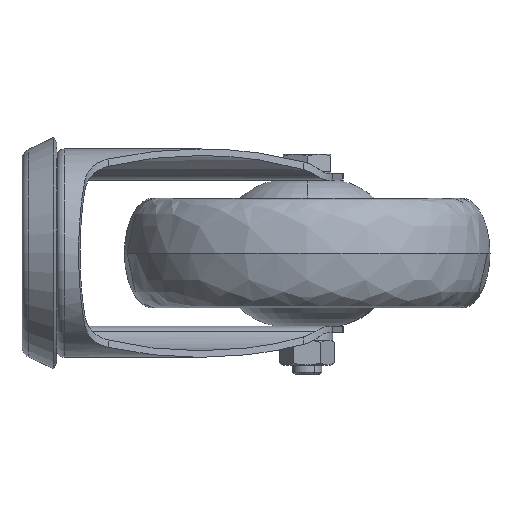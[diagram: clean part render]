
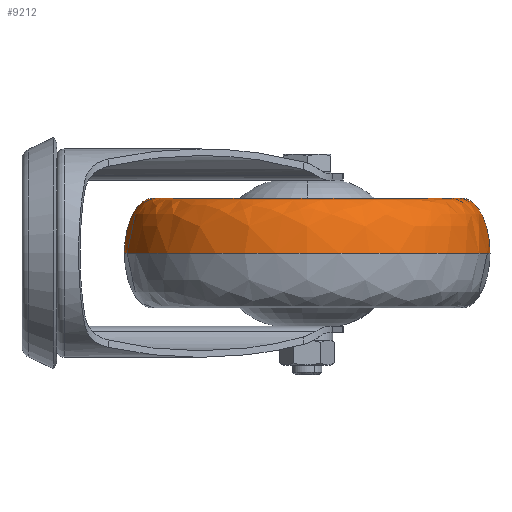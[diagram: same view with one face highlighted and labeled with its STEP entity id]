
A CAD part, left-side view. The second image highlights one B-rep face of the part: STEP entity #9212.
In plain terms, the highlighted free-form (B-spline) face has degree [3, 3] with [4, 4] control points.
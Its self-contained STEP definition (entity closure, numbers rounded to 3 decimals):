
#520 = EDGE_CURVE ( 'NONE', #5399, #4505, #11646, .T. ) ;
#822 = EDGE_LOOP ( 'NONE', ( #2630, #11255, #10823, #12918 ) ) ;
#1282 = CARTESIAN_POINT ( 'NONE',  ( 17.949, 2.91, 15. ) ) ;
#2087 = CARTESIAN_POINT ( 'NONE',  ( 17.949, 10.66, 8.787 ) ) ;
#2097 = CIRCLE ( 'NONE', #10640, 50. ) ;
#2436 = CARTESIAN_POINT ( 'NONE',  ( 17.949, -39.34, 0. ) ) ;
#2630 = ORIENTED_EDGE ( 'NONE', *, *, #7078, .T. ) ;
#2702 = DIRECTION ( 'NONE',  ( 1., 0., 0. ) ) ;
#2926 = CARTESIAN_POINT ( 'NONE',  ( -66.551, 2.91, 15. ) ) ;
#2992 = CARTESIAN_POINT ( 'NONE',  ( -66.551, -81.59, 15. ) ) ;
#3070 = AXIS2_PLACEMENT_3D ( 'NONE', #5401, #3275, #3597 ) ;
#3195 = CARTESIAN_POINT ( 'NONE',  ( 17.949, 10.66, 0. ) ) ;
#3275 = DIRECTION ( 'NONE',  ( 0., 0., -1. ) ) ;
#3341 = CARTESIAN_POINT ( 'NONE',  ( 17.949, 7.45, 15. ) ) ;
#3597 = DIRECTION ( 'NONE',  ( -1., 0., 0. ) ) ;
#3822 = CARTESIAN_POINT ( 'NONE',  ( 17.949, -81.59, 15. ) ) ;
#3972 = CARTESIAN_POINT ( 'NONE',  ( 17.949, 7.45, 15. ) ) ;
#4175 = CARTESIAN_POINT ( 'NONE',  ( 17.949, 2.91, 15. ) ) ;
#4505 = VERTEX_POINT ( 'NONE', #3822 ) ;
#4546 = DIRECTION ( 'NONE',  ( 0., 0., 1. ) ) ;
#4750 = CARTESIAN_POINT ( 'NONE',  ( 17.949, 10.66, 0. ) ) ;
#4838 = CARTESIAN_POINT ( 'NONE',  ( 17.949, -89.34, 8.787 ) ) ;
#5125 = FACE_OUTER_BOUND ( 'NONE', #822, .T. ) ;
#5187 = CARTESIAN_POINT ( 'NONE',  ( 17.949, -89.34, 0. ) ) ;
#5399 = VERTEX_POINT ( 'NONE', #5187 ) ;
#5401 = CARTESIAN_POINT ( 'NONE',  ( 17.949, -39.34, 15. ) ) ;
#5781 = CIRCLE ( 'NONE', #3070, 42.25 ) ;
#6603 = CARTESIAN_POINT ( 'NONE',  ( 17.949, 2.91, 15. ) ) ;
#7078 = EDGE_CURVE ( 'NONE', #12389, #13860, #10650, .T. ) ;
#7089 = CARTESIAN_POINT ( 'NONE',  ( 17.949, -86.13, 15. ) ) ;
#7224 = CARTESIAN_POINT ( 'NONE',  ( -82.051, -89.34, 0. ) ) ;
#7249 = CARTESIAN_POINT ( 'NONE',  ( -75.631, -86.13, 15. ) ) ;
#7260 = EDGE_CURVE ( 'NONE', #13860, #5399, #2097, .T. ) ;
#7313 = CARTESIAN_POINT ( 'NONE',  ( 17.949, -86.13, 15. ) ) ;
#8081 = CARTESIAN_POINT ( 'NONE',  ( 17.949, -89.34, 0. ) ) ;
#8311 = CARTESIAN_POINT ( 'NONE',  ( -82.051, -89.34, 8.787 ) ) ;
#8382 = CARTESIAN_POINT ( 'NONE',  ( 17.949, -89.34, 0. ) ) ;
#9212 = ADVANCED_FACE ( 'NONE', ( #5125 ), #13814, .F. ) ;
#9764 = CARTESIAN_POINT ( 'NONE',  ( 17.949, 10.66, 0. ) ) ;
#10092 = EDGE_CURVE ( 'NONE', #4505, #12389, #5781, .T. ) ;
#10461 = CARTESIAN_POINT ( 'NONE',  ( 17.949, 10.66, 8.787 ) ) ;
#10640 = AXIS2_PLACEMENT_3D ( 'NONE', #2436, #4546, #2702 ) ;
#10650 =( BOUNDED_CURVE ( )  B_SPLINE_CURVE ( 3, ( #6603, #3341, #2087, #9764 ),
 .UNSPECIFIED., .F., .F. ) 
 B_SPLINE_CURVE_WITH_KNOTS ( ( 4, 4 ),
 ( 0., 1.571 ),
 .UNSPECIFIED. ) 
 CURVE ( )  GEOMETRIC_REPRESENTATION_ITEM ( )  RATIONAL_B_SPLINE_CURVE ( ( 1., 0.805, 0.805, 1. ) ) 
 REPRESENTATION_ITEM ( '' )  );
#10823 = ORIENTED_EDGE ( 'NONE', *, *, #520, .T. ) ;
#11255 = ORIENTED_EDGE ( 'NONE', *, *, #7260, .T. ) ;
#11517 = CARTESIAN_POINT ( 'NONE',  ( -82.051, 10.66, 8.787 ) ) ;
#11646 =( BOUNDED_CURVE ( )  B_SPLINE_CURVE ( 3, ( #8081, #4838, #7089, #13481 ),
 .UNSPECIFIED., .F., .F. ) 
 B_SPLINE_CURVE_WITH_KNOTS ( ( 4, 4 ),
 ( 4.712, 6.283 ),
 .UNSPECIFIED. ) 
 CURVE ( )  GEOMETRIC_REPRESENTATION_ITEM ( )  RATIONAL_B_SPLINE_CURVE ( ( 1., 0.805, 0.805, 1. ) ) 
 REPRESENTATION_ITEM ( '' )  );
#12389 = VERTEX_POINT ( 'NONE', #1282 ) ;
#12635 = CARTESIAN_POINT ( 'NONE',  ( 17.949, -81.59, 15. ) ) ;
#12918 = ORIENTED_EDGE ( 'NONE', *, *, #10092, .T. ) ;
#13471 = CARTESIAN_POINT ( 'NONE',  ( -82.051, 10.66, 0. ) ) ;
#13481 = CARTESIAN_POINT ( 'NONE',  ( 17.949, -81.59, 15. ) ) ;
#13627 = CARTESIAN_POINT ( 'NONE',  ( 17.949, -89.34, 8.787 ) ) ;
#13766 = CARTESIAN_POINT ( 'NONE',  ( -75.631, 7.45, 15. ) ) ;
#13814 =( BOUNDED_SURFACE ( )  B_SPLINE_SURFACE ( 3, 3, ( 
 ( #12635, #2992, #2926, #4175 ),
 ( #7313, #7249, #13766, #3972 ),
 ( #13627, #8311, #11517, #10461 ),
 ( #8382, #7224, #13471, #4750 ) ),
 .UNSPECIFIED., .F., .F., .F. ) 
 B_SPLINE_SURFACE_WITH_KNOTS ( ( 4, 4 ),
 ( 4, 4 ),
 ( 0., 1. ),
 ( 0., 1. ),
 .UNSPECIFIED. ) 
 GEOMETRIC_REPRESENTATION_ITEM ( )  RATIONAL_B_SPLINE_SURFACE ( (
 ( 1., 0.333, 0.333, 1.),
 ( 0.805, 0.268, 0.268, 0.805),
 ( 0.805, 0.268, 0.268, 0.805),
 ( 1., 0.333, 0.333, 1.) ) ) 
 REPRESENTATION_ITEM ( '' )  SURFACE ( )  );
#13860 = VERTEX_POINT ( 'NONE', #3195 ) ;
